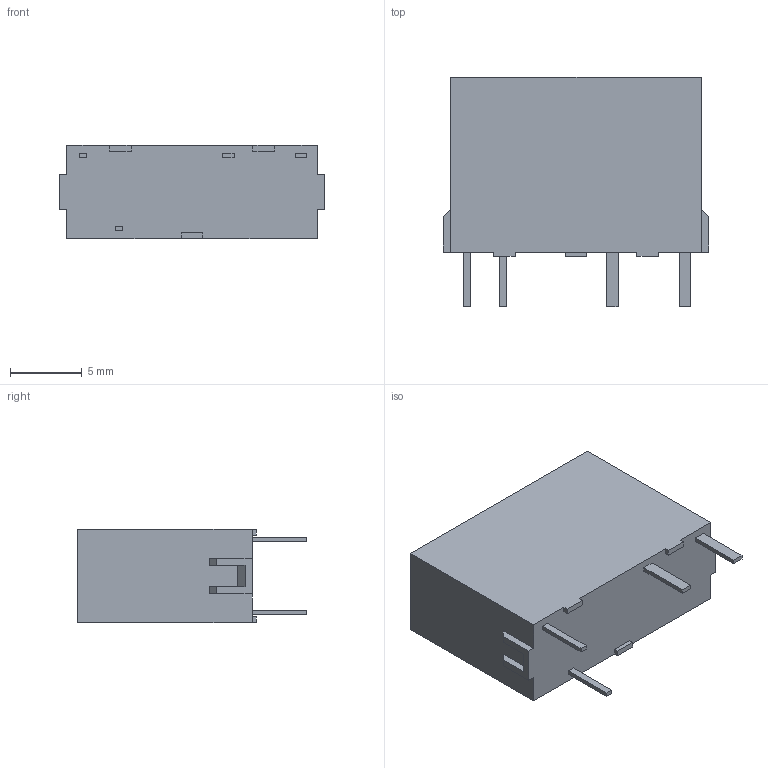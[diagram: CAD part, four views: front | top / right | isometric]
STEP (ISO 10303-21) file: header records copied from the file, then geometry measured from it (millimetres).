
FILE_DESCRIPTION (( 'STEP AP203' ), '1' );
FILE_NAME ('G6D_1A_ASI.step', '2015-11-30T07:48:36', ( 'OSMC1.0 ' ), ( ' ' ), 'SwSTEP 2.0', 'SolidWorks 2002025', '' );
FILE_SCHEMA (( 'CONFIG_CONTROL_DESIGN' ));
Length unit declared in the file: millimetre
Products named in the file (1): G6D_1A_ASI
Bounding box: 18.5 x 16 x 6.5 mm (x, y, z)
Volume: 1394.6 mm3; surface area: 859.7 mm2
Topology: 1 solids, 1 shells, 59 faces, 156 edges, 104 vertices
Faces by surface type: plane 59
Entity records: 1867 total; most frequent: CARTESIAN_POINT 320, ORIENTED_EDGE 312, DIRECTION 276, EDGE_CURVE 156, LINE 156, VECTOR 156, VERTEX_POINT 104, EDGE_LOOP 64
